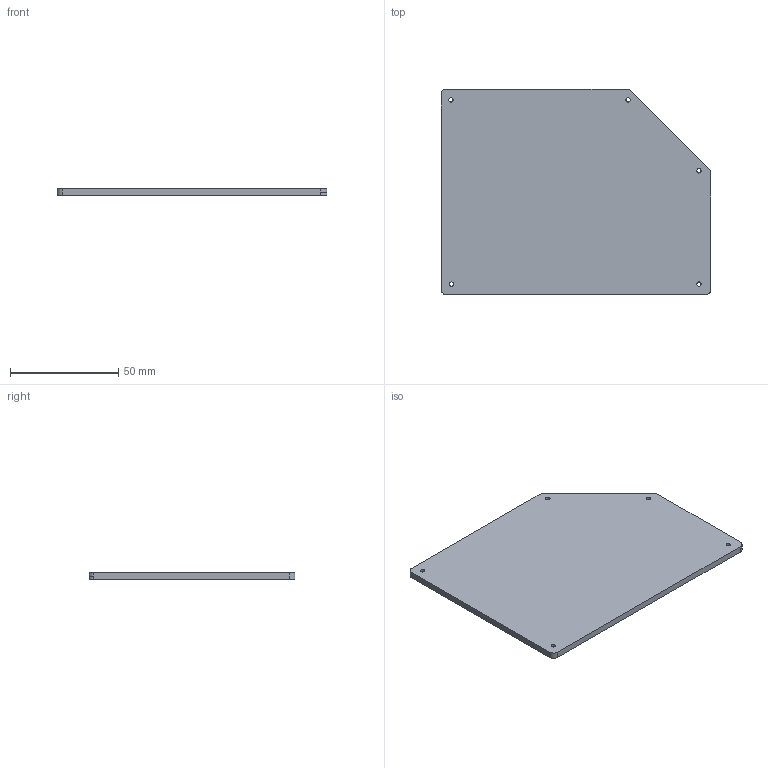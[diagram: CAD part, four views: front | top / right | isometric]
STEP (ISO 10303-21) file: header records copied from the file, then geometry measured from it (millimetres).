
FILE_DESCRIPTION(('HOOPS Exchange Step'),'2;1');
FILE_NAME('temp_export','2023-01-21T14:57:08-05:00',('jscotto'),('Shapr3D Limited'),'HOOPS Exchange 2022.1','Shapr3D','Authorized');
FILE_SCHEMA( ('AUTOMOTIVE_DESIGN { 1 0 10303 214 1 1 1 1 }') );
Length unit declared in the file: millimetre
Products named in the file (1): Bottom
Bounding box: 124.73 x 95.18 x 3 mm (x, y, z)
Volume: 33355.6 mm3; surface area: 23654.2 mm2
Topology: 1 solids, 1 shells, 27 faces, 66 edges, 46 vertices
Faces by surface type: plane 12, cylinder 9, bspline 6
Full cylindrical faces by diameter (mm): 2 x5, 3.8 x3
Entity records: 1589 total; most frequent: CARTESIAN_POINT 924, ORIENTED_EDGE 132, DIRECTION 120, EDGE_CURVE 66, AXIS2_PLACEMENT_3D 46, VERTEX_POINT 46, EDGE_LOOP 42, FACE_BOUND 42
